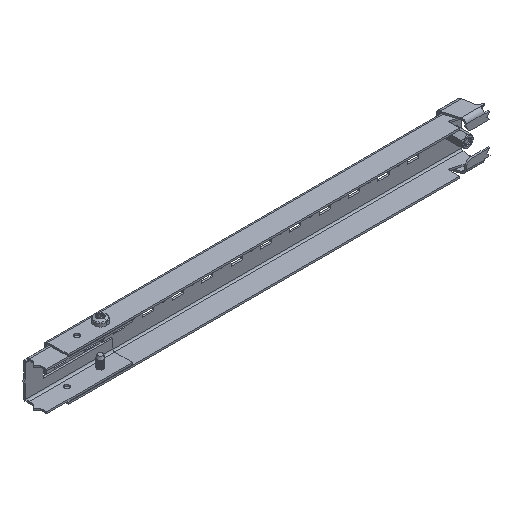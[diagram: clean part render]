
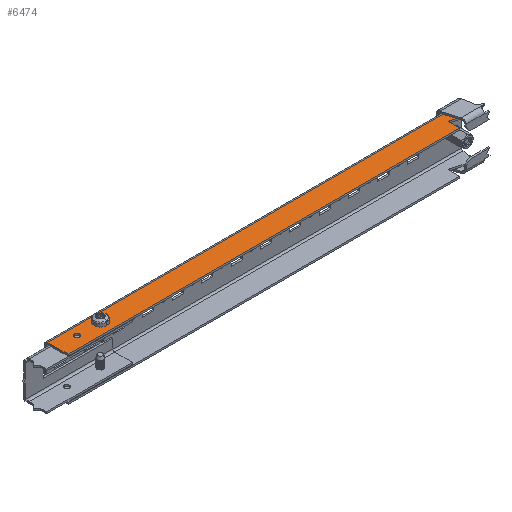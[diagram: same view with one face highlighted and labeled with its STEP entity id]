
A CAD part, isometric view. The second image highlights one B-rep face of the part: STEP entity #6474.
In plain terms, the highlighted planar face has unit normal (0, 0, 1).
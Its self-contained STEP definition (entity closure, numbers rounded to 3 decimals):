
#198 = PLANE ( 'NONE',  #1280 ) ;
#404 = DIRECTION ( 'NONE',  ( 0., 1., 0. ) ) ;
#515 = VECTOR ( 'NONE', #10799, 1000. ) ;
#519 = EDGE_CURVE ( 'NONE', #704, #7410, #5127, .T. ) ;
#580 = EDGE_CURVE ( 'NONE', #7147, #3285, #9576, .T. ) ;
#601 = CARTESIAN_POINT ( 'NONE',  ( -139., -7.874, 18.484 ) ) ;
#704 = VERTEX_POINT ( 'NONE', #9748 ) ;
#1280 = AXIS2_PLACEMENT_3D ( 'NONE', #13145, #7945, #6847 ) ;
#1287 = EDGE_LOOP ( 'NONE', ( #11602, #4461 ) ) ;
#1327 = EDGE_CURVE ( 'NONE', #3674, #13307, #15445, .T. ) ;
#1602 = DIRECTION ( 'NONE',  ( 0., -1., 0. ) ) ;
#1623 = EDGE_LOOP ( 'NONE', ( #12043, #5824, #5060, #2434, #10623, #16141, #13396, #5570, #6133, #12674 ) ) ;
#1690 = DIRECTION ( 'NONE',  ( 0., 0., -1. ) ) ;
#1874 = DIRECTION ( 'NONE',  ( 1., 0., 0. ) ) ;
#2181 = VERTEX_POINT ( 'NONE', #8191 ) ;
#2278 = ORIENTED_EDGE ( 'NONE', *, *, #5599, .F. ) ;
#2434 = ORIENTED_EDGE ( 'NONE', *, *, #14625, .T. ) ;
#2623 = CARTESIAN_POINT ( 'NONE',  ( 172.9, -13.817, 18.484 ) ) ;
#2889 = CIRCLE ( 'NONE', #15513, 2.25 ) ;
#2900 = CARTESIAN_POINT ( 'NONE',  ( -159., -10.124, 18.484 ) ) ;
#3203 = CARTESIAN_POINT ( 'NONE',  ( -139., -10.124, 18.484 ) ) ;
#3285 = VERTEX_POINT ( 'NONE', #10708 ) ;
#3299 = VERTEX_POINT ( 'NONE', #10552 ) ;
#3430 = VERTEX_POINT ( 'NONE', #10955 ) ;
#3674 = VERTEX_POINT ( 'NONE', #5396 ) ;
#3864 = EDGE_CURVE ( 'NONE', #13307, #3674, #9039, .T. ) ;
#4129 = DIRECTION ( 'NONE',  ( 0., 1., 0. ) ) ;
#4256 = CARTESIAN_POINT ( 'NONE',  ( 0., -3., 18.484 ) ) ;
#4291 = DIRECTION ( 'NONE',  ( 0., 0., 1. ) ) ;
#4363 = CARTESIAN_POINT ( 'NONE',  ( 156.5, -11.482, 18.484 ) ) ;
#4461 = ORIENTED_EDGE ( 'NONE', *, *, #3864, .F. ) ;
#4552 = CARTESIAN_POINT ( 'NONE',  ( -159., -12.374, 18.484 ) ) ;
#4731 = EDGE_CURVE ( 'NONE', #3299, #704, #10896, .T. ) ;
#5044 = ORIENTED_EDGE ( 'NONE', *, *, #9738, .F. ) ;
#5060 = ORIENTED_EDGE ( 'NONE', *, *, #519, .T. ) ;
#5127 = LINE ( 'NONE', #6479, #7402 ) ;
#5140 = DIRECTION ( 'NONE',  ( 0., 1., 0. ) ) ;
#5188 = CARTESIAN_POINT ( 'NONE',  ( 172.624, -14.779, 18.484 ) ) ;
#5396 = CARTESIAN_POINT ( 'NONE',  ( -139., -12.374, 18.484 ) ) ;
#5555 = DIRECTION ( 'NONE',  ( 0., -1., 0. ) ) ;
#5570 = ORIENTED_EDGE ( 'NONE', *, *, #12928, .F. ) ;
#5599 = EDGE_CURVE ( 'NONE', #2181, #11380, #2889, .T. ) ;
#5790 = DIRECTION ( 'NONE',  ( -0.961, 0.276, 0. ) ) ;
#5808 = AXIS2_PLACEMENT_3D ( 'NONE', #3203, #12186, #13622 ) ;
#5824 = ORIENTED_EDGE ( 'NONE', *, *, #4731, .T. ) ;
#5991 = EDGE_CURVE ( 'NONE', #10976, #8425, #11504, .T. ) ;
#6133 = ORIENTED_EDGE ( 'NONE', *, *, #11932, .F. ) ;
#6474 = ADVANCED_FACE ( 'NONE', ( #9367, #9450, #13232 ), #198, .T. ) ;
#6479 = CARTESIAN_POINT ( 'NONE',  ( -176.5, -20.124, 18.484 ) ) ;
#6782 = DIRECTION ( 'NONE',  ( 0., 0., 1. ) ) ;
#6847 = DIRECTION ( 'NONE',  ( 0., -1., 0. ) ) ;
#6893 = EDGE_CURVE ( 'NONE', #3285, #8937, #16332, .T. ) ;
#7147 = VERTEX_POINT ( 'NONE', #5188 ) ;
#7268 = LINE ( 'NONE', #9446, #12873 ) ;
#7402 = VECTOR ( 'NONE', #10255, 1000. ) ;
#7410 = VERTEX_POINT ( 'NONE', #15739 ) ;
#7524 = CARTESIAN_POINT ( 'NONE',  ( 176.5, -5.974, 18.484 ) ) ;
#7556 = DIRECTION ( 'NONE',  ( 0., 0., -1. ) ) ;
#7673 = EDGE_LOOP ( 'NONE', ( #5044, #2278 ) ) ;
#7771 = CIRCLE ( 'NONE', #13401, 1. ) ;
#7945 = DIRECTION ( 'NONE',  ( 0., 0., 1. ) ) ;
#8191 = CARTESIAN_POINT ( 'NONE',  ( -159., -7.874, 18.484 ) ) ;
#8221 = AXIS2_PLACEMENT_3D ( 'NONE', #9349, #10607, #5555 ) ;
#8391 = DIRECTION ( 'NONE',  ( -1., 0., 0. ) ) ;
#8425 = VERTEX_POINT ( 'NONE', #10536 ) ;
#8530 = VECTOR ( 'NONE', #8391, 1000. ) ;
#8937 = VERTEX_POINT ( 'NONE', #4363 ) ;
#9039 = CIRCLE ( 'NONE', #5808, 2.25 ) ;
#9324 = DIRECTION ( 'NONE',  ( 0., 0., 1. ) ) ;
#9349 = CARTESIAN_POINT ( 'NONE',  ( -139., -10.124, 18.484 ) ) ;
#9367 = FACE_BOUND ( 'NONE', #1287, .T. ) ;
#9404 = AXIS2_PLACEMENT_3D ( 'NONE', #2623, #1690, #4129 ) ;
#9446 = CARTESIAN_POINT ( 'NONE',  ( 176.5, -20.124, 18.484 ) ) ;
#9450 = FACE_BOUND ( 'NONE', #7673, .T. ) ;
#9576 = LINE ( 'NONE', #12168, #14642 ) ;
#9738 = EDGE_CURVE ( 'NONE', #11380, #2181, #15075, .T. ) ;
#9748 = CARTESIAN_POINT ( 'NONE',  ( -176.5, -3., 18.484 ) ) ;
#10255 = DIRECTION ( 'NONE',  ( 0., -1., 0. ) ) ;
#10536 = CARTESIAN_POINT ( 'NONE',  ( 173.851, -14.126, 18.484 ) ) ;
#10552 = CARTESIAN_POINT ( 'NONE',  ( 176.5, -3., 18.484 ) ) ;
#10607 = DIRECTION ( 'NONE',  ( 0., 0., 1. ) ) ;
#10623 = ORIENTED_EDGE ( 'NONE', *, *, #12717, .F. ) ;
#10708 = CARTESIAN_POINT ( 'NONE',  ( 157.776, -10.521, 18.484 ) ) ;
#10799 = DIRECTION ( 'NONE',  ( 0., -1., 0. ) ) ;
#10896 = LINE ( 'NONE', #4256, #8530 ) ;
#10955 = CARTESIAN_POINT ( 'NONE',  ( 156.5, -20.124, 18.484 ) ) ;
#10976 = VERTEX_POINT ( 'NONE', #7524 ) ;
#11380 = VERTEX_POINT ( 'NONE', #4552 ) ;
#11504 = LINE ( 'NONE', #11753, #13085 ) ;
#11537 = CIRCLE ( 'NONE', #9404, 1. ) ;
#11602 = ORIENTED_EDGE ( 'NONE', *, *, #1327, .F. ) ;
#11669 = DIRECTION ( 'NONE',  ( -0.309, -0.951, 0. ) ) ;
#11688 = LINE ( 'NONE', #14045, #14250 ) ;
#11753 = CARTESIAN_POINT ( 'NONE',  ( 173.851, -14.126, 18.484 ) ) ;
#11894 = DIRECTION ( 'NONE',  ( 0., -1., 0. ) ) ;
#11932 = EDGE_CURVE ( 'NONE', #8425, #12013, #7771, .T. ) ;
#12013 = VERTEX_POINT ( 'NONE', #12661 ) ;
#12043 = ORIENTED_EDGE ( 'NONE', *, *, #15647, .T. ) ;
#12113 = AXIS2_PLACEMENT_3D ( 'NONE', #2900, #6782, #11894 ) ;
#12168 = CARTESIAN_POINT ( 'NONE',  ( 157.776, -10.521, 18.484 ) ) ;
#12186 = DIRECTION ( 'NONE',  ( 0., 0., 1. ) ) ;
#12661 = CARTESIAN_POINT ( 'NONE',  ( 172.9, -14.817, 18.484 ) ) ;
#12674 = ORIENTED_EDGE ( 'NONE', *, *, #5991, .F. ) ;
#12717 = EDGE_CURVE ( 'NONE', #8937, #3430, #16083, .T. ) ;
#12873 = VECTOR ( 'NONE', #1874, 1000. ) ;
#12928 = EDGE_CURVE ( 'NONE', #12013, #7147, #11537, .T. ) ;
#13085 = VECTOR ( 'NONE', #11669, 1000. ) ;
#13115 = CARTESIAN_POINT ( 'NONE',  ( -159., -10.124, 18.484 ) ) ;
#13145 = CARTESIAN_POINT ( 'NONE',  ( 0., 15.676, 18.484 ) ) ;
#13232 = FACE_OUTER_BOUND ( 'NONE', #1623, .T. ) ;
#13307 = VERTEX_POINT ( 'NONE', #601 ) ;
#13396 = ORIENTED_EDGE ( 'NONE', *, *, #580, .F. ) ;
#13401 = AXIS2_PLACEMENT_3D ( 'NONE', #13922, #7556, #15522 ) ;
#13563 = CARTESIAN_POINT ( 'NONE',  ( 156.5, -20.124, 18.484 ) ) ;
#13622 = DIRECTION ( 'NONE',  ( 0., -1., 0. ) ) ;
#13922 = CARTESIAN_POINT ( 'NONE',  ( 172.9, -13.817, 18.484 ) ) ;
#14045 = CARTESIAN_POINT ( 'NONE',  ( 176.5, -20.124, 18.484 ) ) ;
#14250 = VECTOR ( 'NONE', #5140, 1000. ) ;
#14625 = EDGE_CURVE ( 'NONE', #7410, #3430, #7268, .T. ) ;
#14642 = VECTOR ( 'NONE', #5790, 1000. ) ;
#15001 = AXIS2_PLACEMENT_3D ( 'NONE', #15716, #9324, #404 ) ;
#15075 = CIRCLE ( 'NONE', #12113, 2.25 ) ;
#15445 = CIRCLE ( 'NONE', #8221, 2.25 ) ;
#15513 = AXIS2_PLACEMENT_3D ( 'NONE', #13115, #4291, #1602 ) ;
#15522 = DIRECTION ( 'NONE',  ( 0., 1., 0. ) ) ;
#15647 = EDGE_CURVE ( 'NONE', #10976, #3299, #11688, .T. ) ;
#15716 = CARTESIAN_POINT ( 'NONE',  ( 157.5, -11.482, 18.484 ) ) ;
#15739 = CARTESIAN_POINT ( 'NONE',  ( -176.5, -20.124, 18.484 ) ) ;
#16083 = LINE ( 'NONE', #13563, #515 ) ;
#16141 = ORIENTED_EDGE ( 'NONE', *, *, #6893, .F. ) ;
#16332 = CIRCLE ( 'NONE', #15001, 1. ) ;
